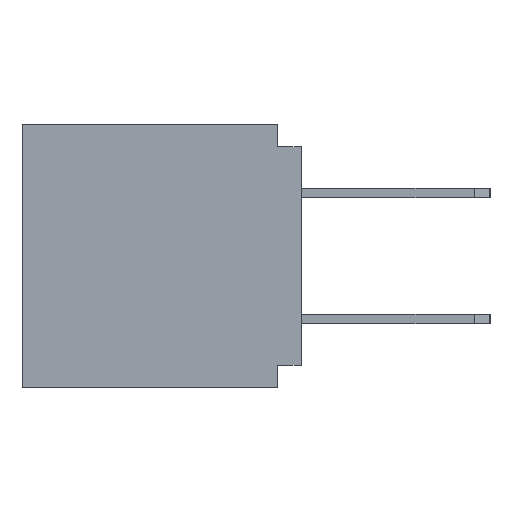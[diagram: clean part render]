
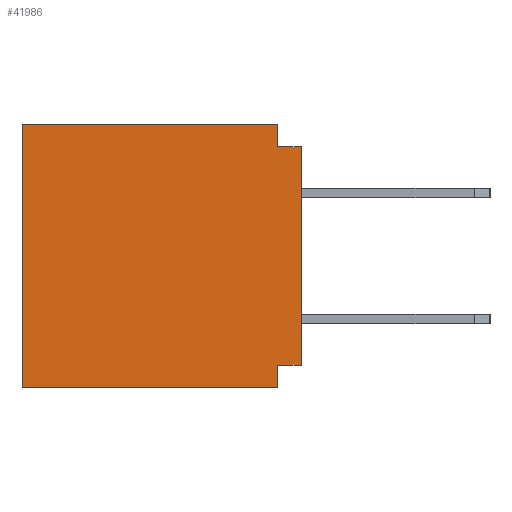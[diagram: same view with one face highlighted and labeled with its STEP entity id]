
A CAD part, left-side view. The second image highlights one B-rep face of the part: STEP entity #41986.
In plain terms, the highlighted planar face has unit normal (-1, 0, 0).
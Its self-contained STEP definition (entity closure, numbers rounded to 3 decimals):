
#9=DIRECTION('',(0.,-1.,0.));
#10=VECTOR('',#9,4.06);
#11=CARTESIAN_POINT('',(-14.095,2.22,-2.095));
#12=LINE('',#11,#10);
#1361=DIRECTION('',(0.,0.,1.));
#1362=VECTOR('',#1361,3.48);
#1363=CARTESIAN_POINT('',(-14.095,-2.22,-1.74));
#1364=LINE('',#1363,#1362);
#12225=DIRECTION('',(0.,-1.,0.));
#12226=VECTOR('',#12225,4.06);
#12227=CARTESIAN_POINT('',(-14.095,2.22,2.095));
#12228=LINE('',#12227,#12226);
#12237=DIRECTION('',(0.,1.,0.));
#12238=VECTOR('',#12237,0.38);
#12239=CARTESIAN_POINT('',(-14.095,-2.22,1.74));
#12240=LINE('',#12239,#12238);
#12241=DIRECTION('',(0.,1.,0.));
#12242=VECTOR('',#12241,0.38);
#12243=CARTESIAN_POINT('',(-14.095,-2.22,-1.74));
#12244=LINE('',#12243,#12242);
#12245=DIRECTION('',(0.,0.,1.));
#12246=VECTOR('',#12245,0.355);
#12247=CARTESIAN_POINT('',(-14.095,-1.84,-2.095));
#12248=LINE('',#12247,#12246);
#12249=DIRECTION('',(0.,0.,1.));
#12250=VECTOR('',#12249,4.19);
#12251=CARTESIAN_POINT('',(-14.095,2.22,-2.095));
#12252=LINE('',#12251,#12250);
#12253=DIRECTION('',(0.,0.,-1.));
#12254=VECTOR('',#12253,0.355);
#12255=CARTESIAN_POINT('',(-14.095,-1.84,2.095));
#12256=LINE('',#12255,#12254);
#18310=CARTESIAN_POINT('',(-14.095,2.22,-2.095));
#18312=VERTEX_POINT('',#18310);
#18314=CARTESIAN_POINT('',(-14.095,2.22,2.095));
#18316=VERTEX_POINT('',#18314);
#18413=CARTESIAN_POINT('',(-14.095,-2.22,1.74));
#18414=CARTESIAN_POINT('',(-14.095,-1.84,1.74));
#18415=VERTEX_POINT('',#18413);
#18416=VERTEX_POINT('',#18414);
#18417=CARTESIAN_POINT('',(-14.095,-1.84,2.095));
#18418=VERTEX_POINT('',#18417);
#18419=CARTESIAN_POINT('',(-14.095,-1.84,-2.095));
#18420=CARTESIAN_POINT('',(-14.095,-1.84,-1.74));
#18421=VERTEX_POINT('',#18419);
#18422=VERTEX_POINT('',#18420);
#18423=CARTESIAN_POINT('',(-14.095,-2.22,-1.74));
#18424=VERTEX_POINT('',#18423);
#41971=CARTESIAN_POINT('',(-14.095,2.22,-2.095));
#41972=DIRECTION('',(-1.,0.,0.));
#41973=DIRECTION('',(0.,-1.,0.));
#41974=AXIS2_PLACEMENT_3D('',#41971,#41972,#41973);
#41975=PLANE('',#41974);
#41976=ORIENTED_EDGE('',*,*,#25031,.F.);
#41977=ORIENTED_EDGE('',*,*,#25393,.F.);
#41978=ORIENTED_EDGE('',*,*,#25798,.T.);
#41979=ORIENTED_EDGE('',*,*,#24165,.F.);
#41980=ORIENTED_EDGE('',*,*,#24124,.F.);
#41981=ORIENTED_EDGE('',*,*,#25876,.T.);
#41982=ORIENTED_EDGE('',*,*,#41964,.T.);
#41983=ORIENTED_EDGE('',*,*,#24142,.T.);
#41984=EDGE_LOOP('',(#41976,#41977,#41978,#41979,#41980,#41981,#41982,#41983));
#41985=FACE_OUTER_BOUND('',#41984,.F.);
#41986=ADVANCED_FACE('',(#41985),#41975,.T.);
#24124=EDGE_CURVE('',#18312,#18421,#12,.T.);
#24142=EDGE_CURVE('',#18418,#18416,#12256,.T.);
#24165=EDGE_CURVE('',#18421,#18422,#12248,.T.);
#25031=EDGE_CURVE('',#18415,#18416,#12240,.T.);
#25393=EDGE_CURVE('',#18424,#18415,#1364,.T.);
#25798=EDGE_CURVE('',#18424,#18422,#12244,.T.);
#25876=EDGE_CURVE('',#18312,#18316,#12252,.T.);
#41964=EDGE_CURVE('',#18316,#18418,#12228,.T.);
